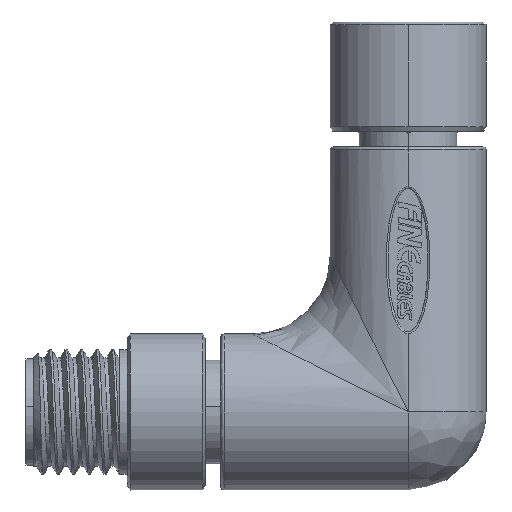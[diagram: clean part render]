
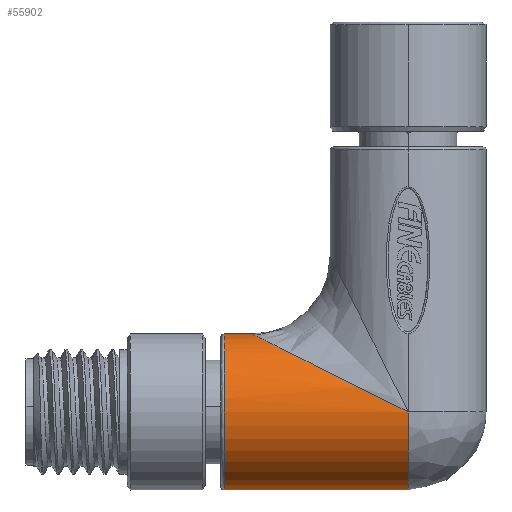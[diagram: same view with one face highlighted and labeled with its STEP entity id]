
A CAD part, left-side view. The second image highlights one B-rep face of the part: STEP entity #55902.
In plain terms, the highlighted cylindrical face has radius 5 mm (diameter 10 mm), a partial arc.
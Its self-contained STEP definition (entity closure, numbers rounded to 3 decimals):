
#140 = ORIENTED_EDGE ( 'NONE', *, *, #16942, .F. ) ;
#1728 = VECTOR ( 'NONE', #51727, 1000. ) ;
#4313 = CIRCLE ( 'NONE', #44735, 5. ) ;
#4541 = CARTESIAN_POINT ( 'NONE',  ( -2.995, -1.546, -5.101 ) ) ;
#4844 = CARTESIAN_POINT ( 'NONE',  ( -2.731, 0.308, -4.174 ) ) ;
#5010 = CARTESIAN_POINT ( 'NONE',  ( 1.923, 8.456, -11. ) ) ;
#5137 = CARTESIAN_POINT ( 'NONE',  ( -2.267, 2.112, -3.272 ) ) ;
#5442 = CARTESIAN_POINT ( 'NONE',  ( -0.66, 5.224, -1.716 ) ) ;
#11065 = CARTESIAN_POINT ( 'NONE',  ( 1.923, 6.656, -1. ) ) ;
#11154 = CARTESIAN_POINT ( 'NONE',  ( -3.077, -3.344, -6. ) ) ;
#11449 = CARTESIAN_POINT ( 'NONE',  ( -2.994, -1.531, -5.093 ) ) ;
#11750 = CARTESIAN_POINT ( 'NONE',  ( -2.727, 0.329, -4.164 ) ) ;
#12050 = CARTESIAN_POINT ( 'NONE',  ( -2.163, 2.428, -3.114 ) ) ;
#12359 = CARTESIAN_POINT ( 'NONE',  ( -0.292, 5.622, -1.517 ) ) ;
#13931 = EDGE_CURVE ( 'NONE', #38985, #38021, #49713, .T. ) ;
#16942 = EDGE_CURVE ( 'NONE', #68851, #50429, #86529, .T. ) ;
#18349 = CARTESIAN_POINT ( 'NONE',  ( -2.993, -1.527, -5.092 ) ) ;
#18651 = CARTESIAN_POINT ( 'NONE',  ( -2.659, 0.67, -3.993 ) ) ;
#18950 = CARTESIAN_POINT ( 'NONE',  ( -1.896, 3.111, -2.772 ) ) ;
#19256 = CARTESIAN_POINT ( 'NONE',  ( -0.068, 5.83, -1.413 ) ) ;
#19698 = CARTESIAN_POINT ( 'NONE',  ( 1.923, -3.344, -11. ) ) ;
#22870 = ORIENTED_EDGE ( 'NONE', *, *, #68582, .T. ) ;
#23208 = VERTEX_POINT ( 'NONE', #5010 ) ;
#24655 = B_SPLINE_CURVE_WITH_KNOTS ( 'NONE', 3,
 ( #11154, #52095, #25001, #72506, #31896, #79279, #38771, #86009, #45587, #4541, #52395, #11449, #59188, #18349, #65990, #25301, #72808, #32193, #79570, #39065, #86305, #45881, #4844, #52687, #11750, #59483, #18651, #66285, #25607, #73109, #32497, #79860, #39365, #86608, #46179, #5137, #52984, #12050, #59781, #18950, #66592, #25906, #73410, #32797, #80162, #39671, #86906, #46478, #5442, #53281, #12359, #60083, #19256, #66884, #26218, #73700, #33101 ),
 .UNSPECIFIED., .F., .F.,
 ( 4, 2, 2, 1, 1, 1, 1, 1, 2, 2, 2, 2, 1, 1, 1, 1, 2, 2, 2, 2, 1, 1, 1, 2, 2, 2, 1, 1, 1, 2, 2, 2, 2, 2, 2, 4 ),
 ( 0., 0.063, 0.094, 0.109, 0.117, 0.121, 0.123, 0.124, 0.125, 0.125, 0.188, 0.219, 0.234, 0.242, 0.246, 0.248, 0.249, 0.25, 0.313, 0.344, 0.359, 0.367, 0.371, 0.373, 0.375, 0.438, 0.469, 0.484, 0.492, 0.496, 0.5, 0.625, 0.688, 0.719, 0.75, 1. ),
 .UNSPECIFIED. ) ;
#25001 = CARTESIAN_POINT ( 'NONE',  ( -3.064, -2.583, -5.619 ) ) ;
#25301 = CARTESIAN_POINT ( 'NONE',  ( -2.92, -0.839, -4.747 ) ) ;
#25607 = CARTESIAN_POINT ( 'NONE',  ( -2.47, 1.434, -3.611 ) ) ;
#25906 = CARTESIAN_POINT ( 'NONE',  ( -1.713, 3.52, -2.568 ) ) ;
#26218 = CARTESIAN_POINT ( 'NONE',  ( 0.674, 6.422, -1.117 ) ) ;
#26383 = FACE_OUTER_BOUND ( 'NONE', #80620, .T. ) ;
#29021 = CARTESIAN_POINT ( 'NONE',  ( 1.923, 8.656, -1. ) ) ;
#30460 = CARTESIAN_POINT ( 'NONE',  ( -3.077, -3.344, -6. ) ) ;
#31896 = CARTESIAN_POINT ( 'NONE',  ( -3.031, -1.989, -5.322 ) ) ;
#32193 = CARTESIAN_POINT ( 'NONE',  ( -2.827, -0.224, -4.44 ) ) ;
#32497 = CARTESIAN_POINT ( 'NONE',  ( -2.367, 1.79, -3.433 ) ) ;
#32797 = CARTESIAN_POINT ( 'NONE',  ( -1.641, 3.668, -2.494 ) ) ;
#32837 = AXIS2_PLACEMENT_3D ( 'NONE', #80253, #73494, #39753 ) ;
#33101 = CARTESIAN_POINT ( 'NONE',  ( 1.923, 6.656, -1. ) ) ;
#34741 = VECTOR ( 'NONE', #69654, 1000. ) ;
#35908 = EDGE_CURVE ( 'NONE', #38985, #50429, #24655, .T. ) ;
#36369 = CARTESIAN_POINT ( 'NONE',  ( 1.923, -3.344, -6. ) ) ;
#36670 = ORIENTED_EDGE ( 'NONE', *, *, #35908, .T. ) ;
#38021 = VERTEX_POINT ( 'NONE', #19698 ) ;
#38771 = CARTESIAN_POINT ( 'NONE',  ( -3.01, -1.711, -5.183 ) ) ;
#38985 = VERTEX_POINT ( 'NONE', #30460 ) ;
#39065 = CARTESIAN_POINT ( 'NONE',  ( -2.771, 0.099, -4.279 ) ) ;
#39365 = CARTESIAN_POINT ( 'NONE',  ( -2.299, 2.012, -3.322 ) ) ;
#39671 = CARTESIAN_POINT ( 'NONE',  ( -1.62, 3.711, -2.472 ) ) ;
#39753 = DIRECTION ( 'NONE',  ( 0., 0., -1. ) ) ;
#40277 = CYLINDRICAL_SURFACE ( 'NONE', #32837, 5. ) ;
#40486 = CARTESIAN_POINT ( 'NONE',  ( 1.923, 8.456, -6. ) ) ;
#43202 = DIRECTION ( 'NONE',  ( -1., 0., 0. ) ) ;
#44645 = CARTESIAN_POINT ( 'NONE',  ( 1.923, 8.656, -11. ) ) ;
#44735 = AXIS2_PLACEMENT_3D ( 'NONE', #40486, #87697, #47287 ) ;
#45587 = CARTESIAN_POINT ( 'NONE',  ( -2.997, -1.569, -5.112 ) ) ;
#45881 = CARTESIAN_POINT ( 'NONE',  ( -2.737, 0.278, -4.189 ) ) ;
#46179 = CARTESIAN_POINT ( 'NONE',  ( -2.272, 2.095, -3.28 ) ) ;
#46478 = CARTESIAN_POINT ( 'NONE',  ( -1.088, 4.667, -1.994 ) ) ;
#47287 = DIRECTION ( 'NONE',  ( 0., 0., -1. ) ) ;
#49713 = CIRCLE ( 'NONE', #63777, 5. ) ;
#50429 = VERTEX_POINT ( 'NONE', #11065 ) ;
#51727 = DIRECTION ( 'NONE',  ( 0., -1., 0. ) ) ;
#52095 = CARTESIAN_POINT ( 'NONE',  ( -3.077, -2.938, -5.797 ) ) ;
#52395 = CARTESIAN_POINT ( 'NONE',  ( -2.994, -1.535, -5.096 ) ) ;
#52687 = CARTESIAN_POINT ( 'NONE',  ( -2.729, 0.32, -4.168 ) ) ;
#52984 = CARTESIAN_POINT ( 'NONE',  ( -2.265, 2.119, -3.269 ) ) ;
#53281 = CARTESIAN_POINT ( 'NONE',  ( -0.514, 5.393, -1.631 ) ) ;
#55197 = ORIENTED_EDGE ( 'NONE', *, *, #83675, .T. ) ;
#55902 = ADVANCED_FACE ( 'NONE', ( #26383 ), #40277, .T. ) ;
#56327 = LINE ( 'NONE', #44645, #1728 ) ;
#59188 = CARTESIAN_POINT ( 'NONE',  ( -2.993, -1.528, -5.092 ) ) ;
#59483 = CARTESIAN_POINT ( 'NONE',  ( -2.726, 0.332, -4.162 ) ) ;
#59781 = CARTESIAN_POINT ( 'NONE',  ( -2.059, 2.711, -2.972 ) ) ;
#60083 = CARTESIAN_POINT ( 'NONE',  ( -0.218, 5.694, -1.481 ) ) ;
#63777 = AXIS2_PLACEMENT_3D ( 'NONE', #36369, #83650, #43202 ) ;
#65990 = CARTESIAN_POINT ( 'NONE',  ( -2.96, -1.171, -4.913 ) ) ;
#66285 = CARTESIAN_POINT ( 'NONE',  ( -2.586, 0.986, -3.835 ) ) ;
#66592 = CARTESIAN_POINT ( 'NONE',  ( -1.813, 3.305, -2.676 ) ) ;
#66884 = CARTESIAN_POINT ( 'NONE',  ( 0.009, 5.895, -1.38 ) ) ;
#68582 = EDGE_CURVE ( 'NONE', #68851, #23208, #4313, .T. ) ;
#68851 = VERTEX_POINT ( 'NONE', #88280 ) ;
#68941 = ORIENTED_EDGE ( 'NONE', *, *, #13931, .F. ) ;
#69654 = DIRECTION ( 'NONE',  ( 0., -1., 0. ) ) ;
#72506 = CARTESIAN_POINT ( 'NONE',  ( -3.04, -2.128, -5.392 ) ) ;
#72808 = CARTESIAN_POINT ( 'NONE',  ( -2.851, -0.373, -4.515 ) ) ;
#73109 = CARTESIAN_POINT ( 'NONE',  ( -2.429, 1.579, -3.538 ) ) ;
#73410 = CARTESIAN_POINT ( 'NONE',  ( -1.663, 3.624, -2.516 ) ) ;
#73494 = DIRECTION ( 'NONE',  ( 0., -1., 0. ) ) ;
#73700 = CARTESIAN_POINT ( 'NONE',  ( 1.303, 6.656, -1. ) ) ;
#79279 = CARTESIAN_POINT ( 'NONE',  ( -3.017, -1.8, -5.228 ) ) ;
#79570 = CARTESIAN_POINT ( 'NONE',  ( -2.79, -0.007, -4.332 ) ) ;
#79860 = CARTESIAN_POINT ( 'NONE',  ( -2.336, 1.894, -3.381 ) ) ;
#80162 = CARTESIAN_POINT ( 'NONE',  ( -1.627, 3.698, -2.479 ) ) ;
#80253 = CARTESIAN_POINT ( 'NONE',  ( 1.923, 8.656, -6. ) ) ;
#80620 = EDGE_LOOP ( 'NONE', ( #140, #22870, #55197, #68941, #36670 ) ) ;
#83650 = DIRECTION ( 'NONE',  ( 0., -1., 0. ) ) ;
#83675 = EDGE_CURVE ( 'NONE', #23208, #38021, #56327, .T. ) ;
#86009 = CARTESIAN_POINT ( 'NONE',  ( -3.001, -1.615, -5.135 ) ) ;
#86305 = CARTESIAN_POINT ( 'NONE',  ( -2.748, 0.219, -4.218 ) ) ;
#86529 = LINE ( 'NONE', #29021, #34741 ) ;
#86608 = CARTESIAN_POINT ( 'NONE',  ( -2.28, 2.07, -3.293 ) ) ;
#86906 = CARTESIAN_POINT ( 'NONE',  ( -1.361, 4.23, -2.213 ) ) ;
#87697 = DIRECTION ( 'NONE',  ( 0., -1., 0. ) ) ;
#88280 = CARTESIAN_POINT ( 'NONE',  ( 1.923, 8.456, -1. ) ) ;
